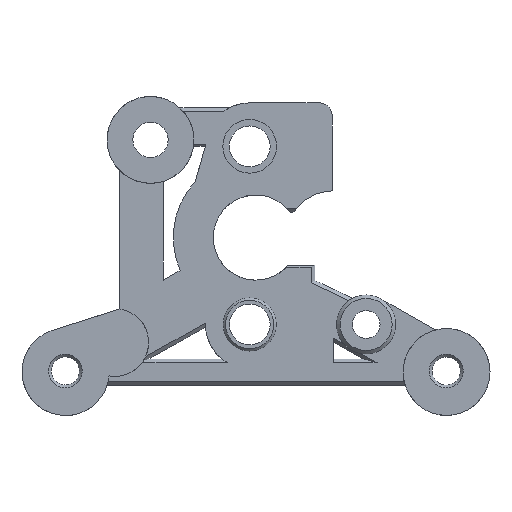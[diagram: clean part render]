
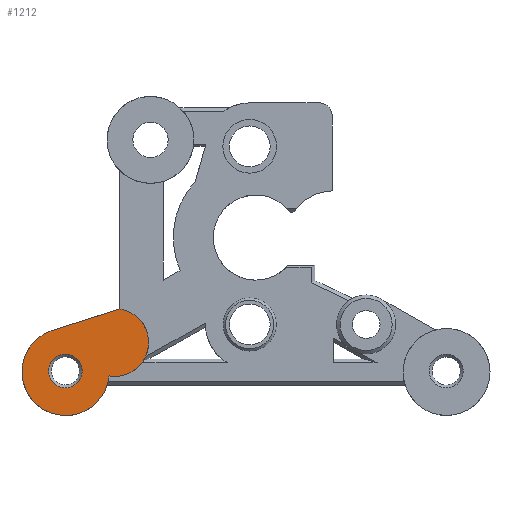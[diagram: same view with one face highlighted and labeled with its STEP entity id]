
A CAD part, front view. The second image highlights one B-rep face of the part: STEP entity #1212.
In plain terms, the highlighted planar face has unit normal (0, -1, 0).
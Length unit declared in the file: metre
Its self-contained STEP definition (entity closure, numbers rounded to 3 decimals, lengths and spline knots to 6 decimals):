
#85=CIRCLE('',#1424,0.001935);
#86=CIRCLE('',#1425,0.00502);
#87=CIRCLE('',#1426,0.003902);
#225=ORIENTED_EDGE('',*,*,#552,.F.);
#226=ORIENTED_EDGE('',*,*,#553,.F.);
#227=ORIENTED_EDGE('',*,*,#554,.T.);
#228=ORIENTED_EDGE('',*,*,#500,.F.);
#500=EDGE_CURVE('',#666,#664,#766,.T.);
#552=EDGE_CURVE('',#713,#713,#85,.T.);
#553=EDGE_CURVE('',#714,#666,#86,.T.);
#554=EDGE_CURVE('',#714,#664,#87,.T.);
#664=VERTEX_POINT('',#1979);
#666=VERTEX_POINT('',#1983);
#713=VERTEX_POINT('',#2098);
#714=VERTEX_POINT('',#2100);
#766=LINE('',#1984,#862);
#862=VECTOR('',#1584,1.);
#965=EDGE_LOOP('',(#225));
#966=EDGE_LOOP('',(#226,#227,#228));
#1070=FACE_BOUND('',#965,.T.);
#1071=FACE_BOUND('',#966,.T.);
#1153=PLANE('',#1423);
#1212=ADVANCED_FACE('',(#1070,#1071),#1153,.T.);
#1423=AXIS2_PLACEMENT_3D('',#2096,#1684,#1685);
#1424=AXIS2_PLACEMENT_3D('',#2097,#1686,#1687);
#1425=AXIS2_PLACEMENT_3D('',#2099,#1688,#1689);
#1426=AXIS2_PLACEMENT_3D('',#2101,#1690,#1691);
#1584=DIRECTION('',(0.953,0.,0.304));
#1684=DIRECTION('',(0.,-1.,0.));
#1685=DIRECTION('',(1.,0.,0.));
#1686=DIRECTION('',(0.,-1.,0.));
#1687=DIRECTION('',(0.,0.,1.));
#1688=DIRECTION('',(0.,1.,0.));
#1689=DIRECTION('',(0.,0.,1.));
#1690=DIRECTION('',(0.,-1.,0.));
#1691=DIRECTION('',(0.,0.,1.));
#1979=CARTESIAN_POINT('',(0.199396,0.021332,0.184401));
#1983=CARTESIAN_POINT('',(0.192014,0.021332,0.182047));
#1984=CARTESIAN_POINT('',(0.192014,0.021332,0.182047));
#2096=CARTESIAN_POINT('',(0.215044,0.021332,0.191011));
#2097=CARTESIAN_POINT('',(0.193126,0.021332,0.177265));
#2098=CARTESIAN_POINT('',(0.193126,0.021332,0.1792));
#2099=CARTESIAN_POINT('',(0.193159,0.021332,0.17716));
#2100=CARTESIAN_POINT('',(0.198157,0.021332,0.176694));
#2101=CARTESIAN_POINT('',(0.198808,0.021332,0.180541));
